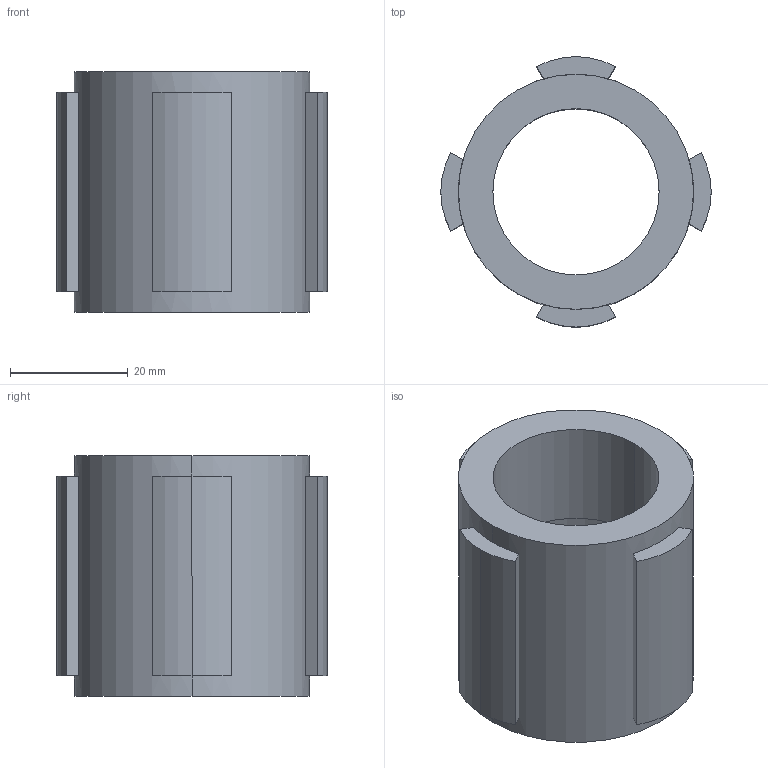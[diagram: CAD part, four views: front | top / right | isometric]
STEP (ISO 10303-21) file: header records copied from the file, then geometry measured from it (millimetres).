
FILE_DESCRIPTION(('STEP AP214'),'1');
FILE_NAME('cctmp_73A8A1E4-88E1-445E-BD55-371F5048A987_2020_1_17_7_21_16_696..stp','2020-01-17T06:21:16',('Bosch Rexroth AG'),('CADClick - www.CADClick.com'),'Spatial InterOp 3D',' ','unknown authorization - (Healing Option Enabled)');
FILE_SCHEMA(('AUTOMOTIVE_DESIGN'));
Length unit declared in the file: millimetre
Products named in the file (1): 2020_01_17__07-21-16-696
Bounding box: 46 x 46 x 41 mm (x, y, z)
Volume: 27893.1 mm3; surface area: 15782.4 mm2
Topology: 1 solids, 1 shells, 42 faces, 104 edges, 68 vertices
Faces by surface type: plane 20, cylinder 14, cone 8
Entity records: 1632 total; most frequent: DIRECTION 242, CARTESIAN_POINT 215, ORIENTED_EDGE 208, EDGE_CURVE 104, AXIS2_PLACEMENT_3D 95, VERTEX_POINT 68, LINE 52, CIRCLE 52
